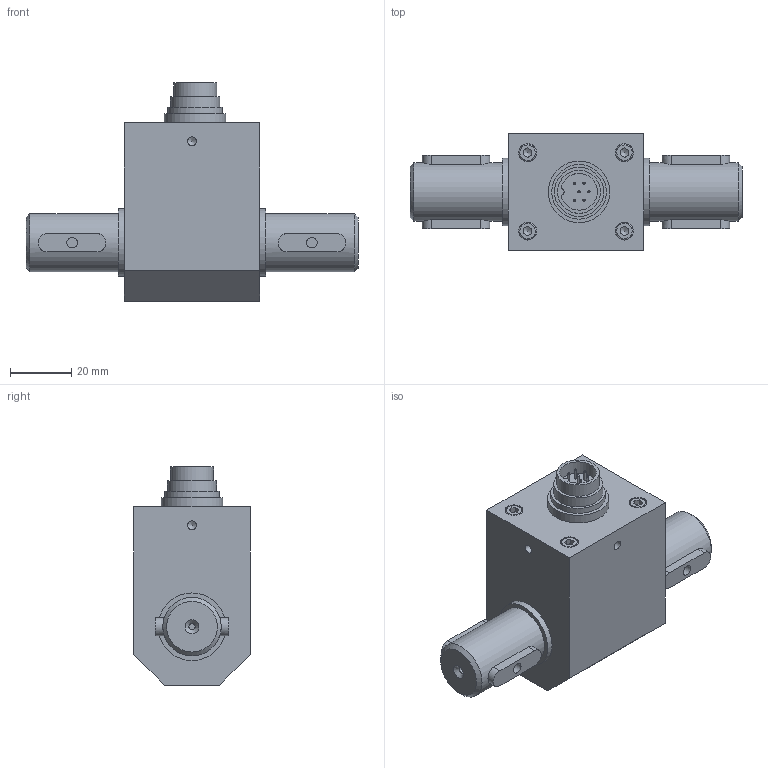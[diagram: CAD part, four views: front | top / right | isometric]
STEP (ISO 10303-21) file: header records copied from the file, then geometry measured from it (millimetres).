
FILE_DESCRIPTION((''),'2;1');
FILE_NAME('TRS300 10 - 100 N-m.stp','2010-12-13T15:34:04',('thomasl'),(''),'Autodesk Inventor 2008','Autodesk Inventor 2008','');
FILE_SCHEMA(('AUTOMOTIVE_DESIGN { 1 0 10303 214 1 1 1 1 }'));
Length unit declared in the file: inch
Products named in the file (2): TRS300 10 - 100 N-m; PART1
Assembly tree (1 placements, depth 2):
  TRS300 10 - 100 N-m
    PART1
Bounding box: 108 x 38 x 71 mm (x, y, z)
Volume: 107848.7 mm3; surface area: 22301.7 mm2
Topology: 1 solids, 10 shells, 181 faces, 403 edges, 273 vertices
Faces by surface type: plane 91, cylinder 58, cone 28, bspline 4
Full cylindrical faces by diameter (mm): 0.762 x6, 2 x1, 2.896 x7, 3.422 x4, 3.505 x8, 3.556 x4, 5.74 x4, 5.842 x4, 10 x1, 14 x1, 16 x1, 17.75 x1, 19 x2, 19.05 x1, 20 x1, 22 x2
Entity records: 4698 total; most frequent: CARTESIAN_POINT 1130, DIRECTION 734, ORIENTED_EDGE 586, AXIS2_PLACEMENT_3D 317, EDGE_LOOP 302, EDGE_CURVE 293, VERTEX_POINT 245, FACE_OUTER_BOUND 181
